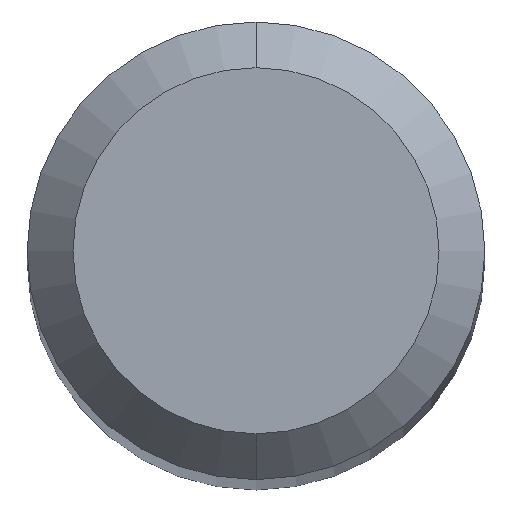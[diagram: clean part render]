
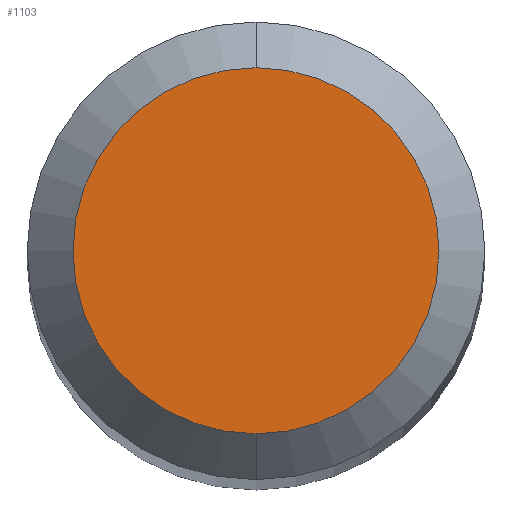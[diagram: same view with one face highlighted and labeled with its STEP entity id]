
A CAD part, top view. The second image highlights one B-rep face of the part: STEP entity #1103.
In plain terms, the highlighted planar face has unit normal (0, 0, 1).
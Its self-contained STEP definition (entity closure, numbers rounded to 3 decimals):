
#533=VERTEX_POINT('',#1436);
#689=EDGE_CURVE('',#533,#969,#1608,.T.);
#969=VERTEX_POINT('',#1913);
#1087=EDGE_CURVE('',#969,#533,#2043,.T.);
#1103=ADVANCED_FACE('',(#2059),#2060,.T.);
#1436=CARTESIAN_POINT('',(0.,-1.2,0.0));
#1608=CIRCLE('',#3145,1.2);
#1913=CARTESIAN_POINT('',(0.0,1.2,0.0));
#2043=CIRCLE('',#5421,1.2);
#2059=FACE_OUTER_BOUND('',#5461,.T.);
#2060=PLANE('',#5462);
#3145=AXIS2_PLACEMENT_3D('',#6996,#6997,#6998);
#5421=AXIS2_PLACEMENT_3D('',#7464,#7465,#7466);
#5461=EDGE_LOOP('',(#7468,#7469));
#5462=AXIS2_PLACEMENT_3D('',#7470,#7471,#7472);
#6996=CARTESIAN_POINT('',(0.0,0.0,0.0));
#6997=DIRECTION('',(0.0,0.0,-1.0));
#6998=DIRECTION('',(0.0,1.0,0.0));
#7464=CARTESIAN_POINT('',(0.0,0.0,0.0));
#7465=DIRECTION('',(0.0,0.0,-1.0));
#7466=DIRECTION('',(0.0,1.0,0.0));
#7468=ORIENTED_EDGE('',*,*,#1087,.F.);
#7469=ORIENTED_EDGE('',*,*,#689,.F.);
#7470=CARTESIAN_POINT('',(0.0,0.6,0.0));
#7471=DIRECTION('',(-0.0,0.0,1.0));
#7472=DIRECTION('',(0.0,-1.0,0.0));
